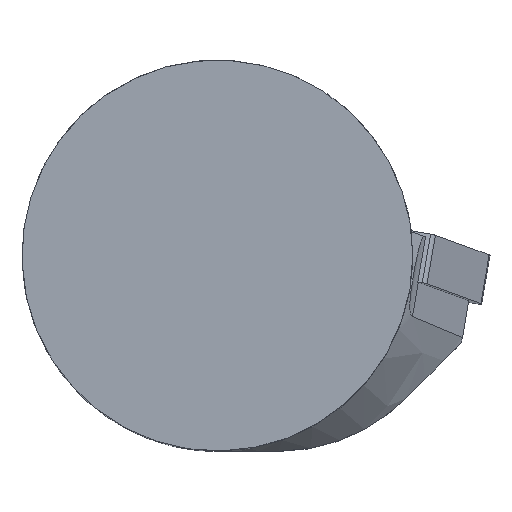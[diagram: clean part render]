
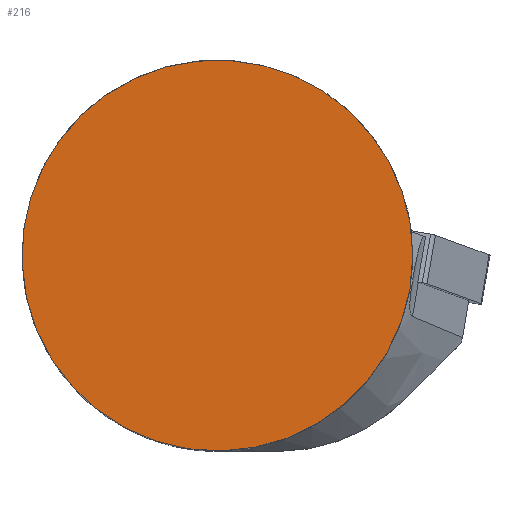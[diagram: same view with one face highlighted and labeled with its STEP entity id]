
A CAD part, top view. The second image highlights one B-rep face of the part: STEP entity #216.
In plain terms, the highlighted planar face has unit normal (0, 0, 1).
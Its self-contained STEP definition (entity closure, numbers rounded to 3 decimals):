
#146=CIRCLE('',#1024,25.);
#216=ADVANCED_FACE('',(#290),#251,.T.);
#251=PLANE('',#1069);
#290=FACE_OUTER_BOUND('',#335,.T.);
#335=EDGE_LOOP('',(#538));
#538=ORIENTED_EDGE('',*,*,#737,.T.);
#652=VERTEX_POINT('',#1514);
#737=EDGE_CURVE('',#652,#652,#146,.T.);
#1024=AXIS2_PLACEMENT_3D('',#1513,#1171,#1172);
#1069=AXIS2_PLACEMENT_3D('',#1630,#1282,#1283);
#1171=DIRECTION('',(0.,0.,1.));
#1172=DIRECTION('',(1.,0.,0.));
#1282=DIRECTION('',(0.,0.,1.));
#1283=DIRECTION('',(1.,0.,0.));
#1513=CARTESIAN_POINT('',(0.,0.,0.));
#1514=CARTESIAN_POINT('',(25.,0.,0.));
#1630=CARTESIAN_POINT('',(0.,0.,0.));
